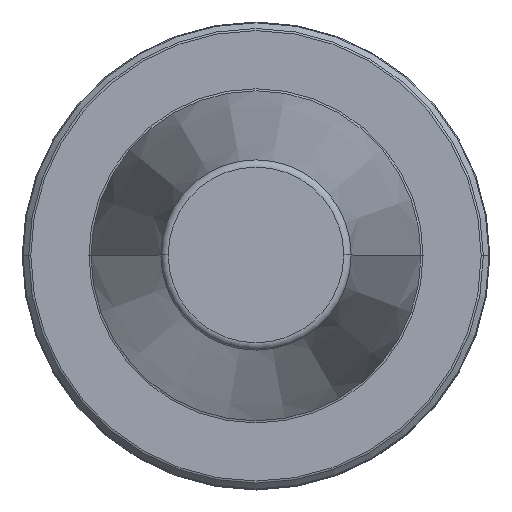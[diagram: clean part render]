
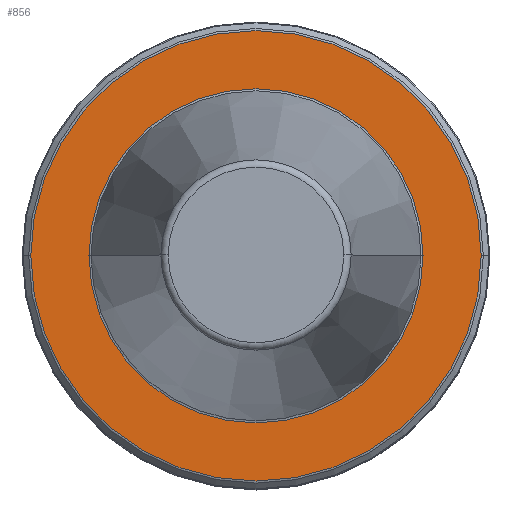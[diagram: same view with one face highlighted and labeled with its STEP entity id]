
A CAD part, top view. The second image highlights one B-rep face of the part: STEP entity #856.
In plain terms, the highlighted planar face has unit normal (0, 0, 1).
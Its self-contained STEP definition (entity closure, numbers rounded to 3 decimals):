
#13 = AXIS2_PLACEMENT_3D ( 'NONE', #277, #187, #378 ) ;
#46 = PLANE ( 'NONE',  #13 ) ;
#48 = CARTESIAN_POINT ( 'NONE',  ( 30.334, 0., -2. ) ) ;
#49 = CARTESIAN_POINT ( 'NONE',  ( 0., 0., -2. ) ) ;
#102 = CARTESIAN_POINT ( 'NONE',  ( -30.334, 0., -2. ) ) ;
#146 = EDGE_CURVE ( 'NONE', #685, #243, #735, .T. ) ;
#187 = DIRECTION ( 'NONE',  ( 0., 0., -1. ) ) ;
#207 = DIRECTION ( 'NONE',  ( 0., 0., -1. ) ) ;
#238 = EDGE_CURVE ( 'NONE', #1192, #1175, #909, .T. ) ;
#243 = VERTEX_POINT ( 'NONE', #102 ) ;
#265 = CIRCLE ( 'NONE', #888, 30.334 ) ;
#277 = CARTESIAN_POINT ( 'NONE',  ( 0., 0., -2. ) ) ;
#303 = ORIENTED_EDGE ( 'NONE', *, *, #740, .T. ) ;
#307 = DIRECTION ( 'NONE',  ( -1., 0., 0. ) ) ;
#333 = FACE_OUTER_BOUND ( 'NONE', #1119, .T. ) ;
#350 = FACE_BOUND ( 'NONE', #668, .T. ) ;
#378 = DIRECTION ( 'NONE',  ( -1., 0., 0. ) ) ;
#386 = DIRECTION ( 'NONE',  ( -1., 0., 0. ) ) ;
#398 = CIRCLE ( 'NONE', #543, 22.5 ) ;
#422 = CARTESIAN_POINT ( 'NONE',  ( -22.5, 0., -2. ) ) ;
#463 = DIRECTION ( 'NONE',  ( 0., 0., -1. ) ) ;
#489 = DIRECTION ( 'NONE',  ( -1., 0., 0. ) ) ;
#492 = DIRECTION ( 'NONE',  ( 0., 0., -1. ) ) ;
#543 = AXIS2_PLACEMENT_3D ( 'NONE', #1106, #492, #386 ) ;
#560 = CARTESIAN_POINT ( 'NONE',  ( 0., 0., -2. ) ) ;
#579 = CARTESIAN_POINT ( 'NONE',  ( 22.5, 0., -2. ) ) ;
#604 = DIRECTION ( 'NONE',  ( -1., 0., 0. ) ) ;
#637 = ORIENTED_EDGE ( 'NONE', *, *, #146, .F. ) ;
#668 = EDGE_LOOP ( 'NONE', ( #849, #303 ) ) ;
#685 = VERTEX_POINT ( 'NONE', #48 ) ;
#735 = CIRCLE ( 'NONE', #1069, 30.334 ) ;
#740 = EDGE_CURVE ( 'NONE', #1175, #1192, #398, .T. ) ;
#812 = CARTESIAN_POINT ( 'NONE',  ( 0., 0., -2. ) ) ;
#849 = ORIENTED_EDGE ( 'NONE', *, *, #238, .T. ) ;
#856 = ADVANCED_FACE ( 'NONE', ( #333, #350 ), #46, .F. ) ;
#888 = AXIS2_PLACEMENT_3D ( 'NONE', #560, #463, #489 ) ;
#909 = CIRCLE ( 'NONE', #1006, 22.5 ) ;
#937 = ORIENTED_EDGE ( 'NONE', *, *, #1043, .F. ) ;
#1006 = AXIS2_PLACEMENT_3D ( 'NONE', #812, #207, #307 ) ;
#1043 = EDGE_CURVE ( 'NONE', #243, #685, #265, .T. ) ;
#1069 = AXIS2_PLACEMENT_3D ( 'NONE', #49, #1125, #604 ) ;
#1106 = CARTESIAN_POINT ( 'NONE',  ( 0., 0., -2. ) ) ;
#1119 = EDGE_LOOP ( 'NONE', ( #937, #637 ) ) ;
#1125 = DIRECTION ( 'NONE',  ( 0., 0., -1. ) ) ;
#1175 = VERTEX_POINT ( 'NONE', #579 ) ;
#1192 = VERTEX_POINT ( 'NONE', #422 ) ;
